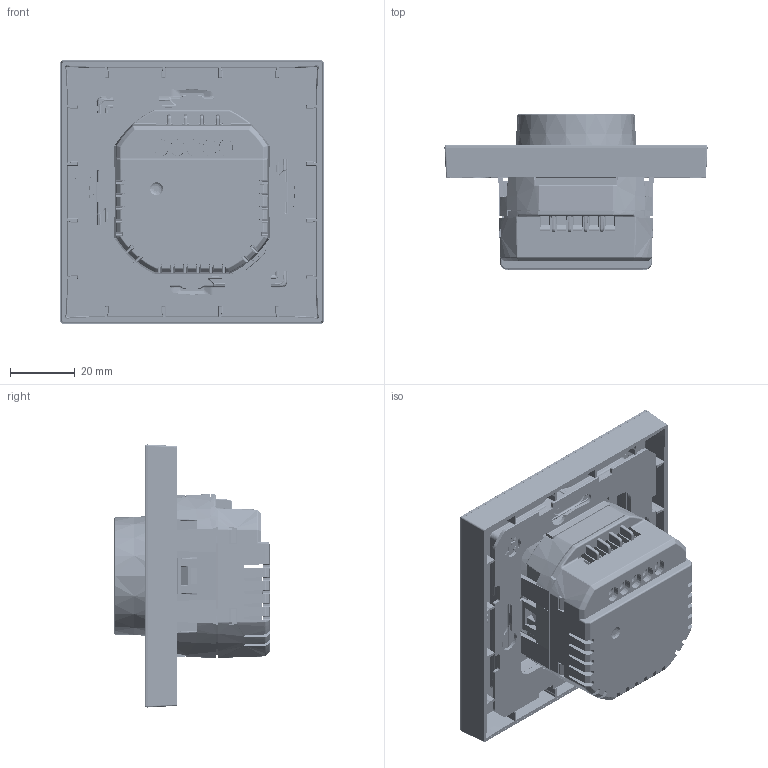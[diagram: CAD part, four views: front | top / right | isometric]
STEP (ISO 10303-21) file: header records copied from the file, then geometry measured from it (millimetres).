
FILE_DESCRIPTION((''),'2;1');
FILE_NAME('W2X0494_00_ASM','2024-12-05T09:57:27',('polia'),(''),'CREO PARAMETRIC BY PTC INC, 2023154','CREO PARAMETRIC BY PTC INC, 2023154','');
FILE_SCHEMA(('CONFIG_CONTROL_DESIGN','SHAPE_APPEARANCE_LAYERS_GROUPS'));
Products named in the file (19): W1A2155_GEN; W1A2402_GEN; W1A2304_GEN; W1A2400_99; 9003764000; W1X0060_00; W4G0088_00; W1C0568_00; W1D1265_00; W1T0826_00; W1D1268_00; W1H0009_00; W1F0078_00; W1T0835_00; W1D1275_00; W1T0828_00; W1B0298_00; W2T0086_00_ASM; W2X0494_00_ASM
Assembly tree (18 placements, depth 3):
  W2X0494_00_ASM
    W1A2155_GEN
    W1A2402_GEN
    W1A2304_GEN
    W1A2400_99
    9003764000
    W1X0060_00
    W2T0086_00_ASM
      W4G0088_00
      W1C0568_00
      W1D1265_00
      W1T0826_00
      W1D1268_00
      W1H0009_00
      W1F0078_00
      W1T0835_00
      W1D1275_00
      W1T0828_00
      W1B0298_00
Bounding box: 81.5 x 48 x 81.5 mm (x, y, z)
Volume: 55364.4 mm3; surface area: 70362.8 mm2
Topology: 26 solids, 46 shells, 8315 faces, 22841 edges, 14815 vertices
Faces by surface type: plane 4699, cylinder 1341, extrusion 1168, bspline 481, cone 284, torus 245, sphere 93, revolution 4
Entity records: 418189 total; most frequent: CARTESIAN_POINT 103995, ORIENTED_EDGE 45486, DIRECTION 36055, PRESENTATION_STYLE_ASSIGNMENT 28894, STYLED_ITEM 28866, CURVE_STYLE 22995, EDGE_CURVE 22797, VECTOR 16207
